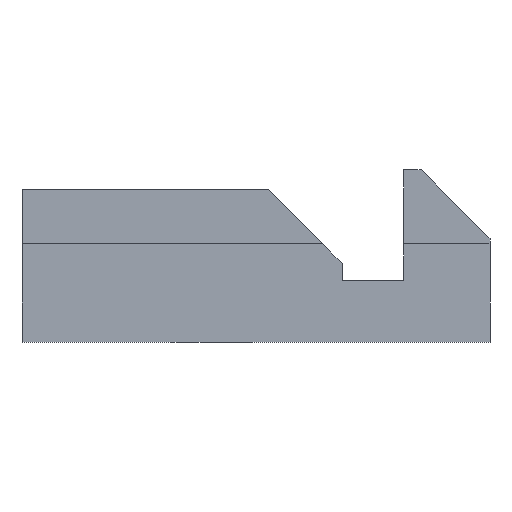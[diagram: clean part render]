
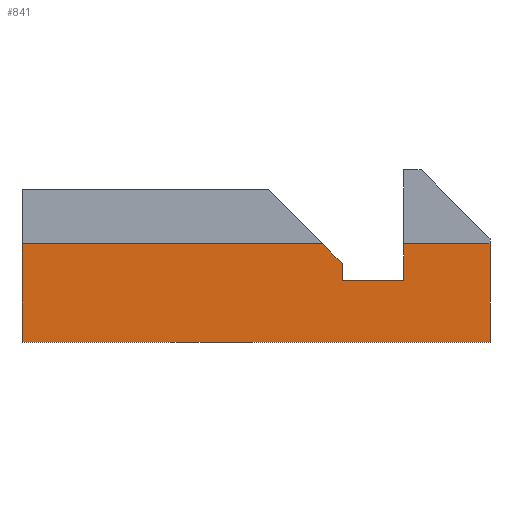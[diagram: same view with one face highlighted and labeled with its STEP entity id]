
A CAD part, front view. The second image highlights one B-rep face of the part: STEP entity #841.
In plain terms, the highlighted planar face has unit normal (0, -1, 0).
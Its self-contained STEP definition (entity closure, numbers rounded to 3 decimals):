
#3 = DIRECTION ( 'NONE',  ( 1., 0., 0. ) ) ;
#8 = CARTESIAN_POINT ( 'NONE',  ( 0., 0., 0. ) ) ;
#14 = CARTESIAN_POINT ( 'NONE',  ( 13., 0., 2.5 ) ) ;
#27 = VECTOR ( 'NONE', #379, 1000. ) ;
#40 = CARTESIAN_POINT ( 'NONE',  ( 19., 0., 0. ) ) ;
#55 = ORIENTED_EDGE ( 'NONE', *, *, #226, .T. ) ;
#57 = VECTOR ( 'NONE', #390, 1000. ) ;
#76 = FACE_OUTER_BOUND ( 'NONE', #870, .T. ) ;
#83 = DIRECTION ( 'NONE',  ( -0.707, 0., 0.707 ) ) ;
#94 = CARTESIAN_POINT ( 'NONE',  ( 19., 0., 4. ) ) ;
#121 = CARTESIAN_POINT ( 'NONE',  ( 15.5, 0., 4. ) ) ;
#141 = CARTESIAN_POINT ( 'NONE',  ( 0., 0., 7. ) ) ;
#219 = LINE ( 'NONE', #676, #474 ) ;
#221 = DIRECTION ( 'NONE',  ( 0., 0., 1. ) ) ;
#226 = EDGE_CURVE ( 'NONE', #374, #700, #830, .T. ) ;
#242 = EDGE_CURVE ( 'NONE', #486, #345, #510, .T. ) ;
#296 = DIRECTION ( 'NONE',  ( 1., 0., 0. ) ) ;
#345 = VERTEX_POINT ( 'NONE', #94 ) ;
#348 = EDGE_CURVE ( 'NONE', #345, #672, #692, .T. ) ;
#352 = VECTOR ( 'NONE', #917, 1000. ) ;
#374 = VERTEX_POINT ( 'NONE', #466 ) ;
#376 = DIRECTION ( 'NONE',  ( 0., 1., 0. ) ) ;
#379 = DIRECTION ( 'NONE',  ( 0., 0., -1. ) ) ;
#390 = DIRECTION ( 'NONE',  ( 1., 0., 0. ) ) ;
#394 = EDGE_CURVE ( 'NONE', #890, #851, #756, .T. ) ;
#397 = CARTESIAN_POINT ( 'NONE',  ( 10., 0., 6.2 ) ) ;
#400 = EDGE_CURVE ( 'NONE', #890, #719, #686, .T. ) ;
#416 = CARTESIAN_POINT ( 'NONE',  ( 13., 0., 2.5 ) ) ;
#417 = CARTESIAN_POINT ( 'NONE',  ( 13., 0., 3.2 ) ) ;
#444 = PLANE ( 'NONE',  #515 ) ;
#455 = DIRECTION ( 'NONE',  ( 1., 0., 0. ) ) ;
#466 = CARTESIAN_POINT ( 'NONE',  ( 0., 0., 4. ) ) ;
#470 = DIRECTION ( 'NONE',  ( 0., 0., -1. ) ) ;
#472 = CARTESIAN_POINT ( 'NONE',  ( 15.5, 0., 2.5 ) ) ;
#474 = VECTOR ( 'NONE', #3, 1000. ) ;
#479 = VECTOR ( 'NONE', #455, 1000. ) ;
#486 = VERTEX_POINT ( 'NONE', #121 ) ;
#488 = VECTOR ( 'NONE', #296, 1000. ) ;
#492 = ORIENTED_EDGE ( 'NONE', *, *, #348, .F. ) ;
#501 = LINE ( 'NONE', #861, #509 ) ;
#509 = VECTOR ( 'NONE', #868, 1000. ) ;
#510 = LINE ( 'NONE', #969, #488 ) ;
#515 = AXIS2_PLACEMENT_3D ( 'NONE', #829, #376, #221 ) ;
#561 = VECTOR ( 'NONE', #470, 1000. ) ;
#566 = ORIENTED_EDGE ( 'NONE', *, *, #590, .F. ) ;
#589 = CARTESIAN_POINT ( 'NONE',  ( 15.5, 0., 2.5 ) ) ;
#590 = EDGE_CURVE ( 'NONE', #374, #851, #219, .T. ) ;
#623 = ORIENTED_EDGE ( 'NONE', *, *, #802, .T. ) ;
#635 = ORIENTED_EDGE ( 'NONE', *, *, #950, .F. ) ;
#636 = ORIENTED_EDGE ( 'NONE', *, *, #771, .F. ) ;
#666 = CARTESIAN_POINT ( 'NONE',  ( 12.2, 0., 4. ) ) ;
#672 = VERTEX_POINT ( 'NONE', #40 ) ;
#673 = LINE ( 'NONE', #589, #57 ) ;
#676 = CARTESIAN_POINT ( 'NONE',  ( -2.838, 0., 4. ) ) ;
#677 = LINE ( 'NONE', #8, #479 ) ;
#686 = LINE ( 'NONE', #14, #352 ) ;
#692 = LINE ( 'NONE', #754, #561 ) ;
#700 = VERTEX_POINT ( 'NONE', #934 ) ;
#719 = VERTEX_POINT ( 'NONE', #416 ) ;
#754 = CARTESIAN_POINT ( 'NONE',  ( 19., 0., 7. ) ) ;
#756 = LINE ( 'NONE', #397, #772 ) ;
#771 = EDGE_CURVE ( 'NONE', #719, #799, #673, .T. ) ;
#772 = VECTOR ( 'NONE', #83, 1000. ) ;
#781 = ORIENTED_EDGE ( 'NONE', *, *, #400, .F. ) ;
#799 = VERTEX_POINT ( 'NONE', #472 ) ;
#802 = EDGE_CURVE ( 'NONE', #700, #672, #677, .T. ) ;
#807 = ORIENTED_EDGE ( 'NONE', *, *, #394, .T. ) ;
#829 = CARTESIAN_POINT ( 'NONE',  ( 0., 0., 7. ) ) ;
#830 = LINE ( 'NONE', #141, #27 ) ;
#841 = ADVANCED_FACE ( 'NONE', ( #76 ), #444, .F. ) ;
#851 = VERTEX_POINT ( 'NONE', #666 ) ;
#861 = CARTESIAN_POINT ( 'NONE',  ( 15.5, 0., 7. ) ) ;
#868 = DIRECTION ( 'NONE',  ( 0., 0., 1. ) ) ;
#870 = EDGE_LOOP ( 'NONE', ( #781, #807, #566, #55, #623, #492, #874, #635, #636 ) ) ;
#874 = ORIENTED_EDGE ( 'NONE', *, *, #242, .F. ) ;
#890 = VERTEX_POINT ( 'NONE', #417 ) ;
#917 = DIRECTION ( 'NONE',  ( 0., 0., -1. ) ) ;
#934 = CARTESIAN_POINT ( 'NONE',  ( 0., 0., 0. ) ) ;
#950 = EDGE_CURVE ( 'NONE', #799, #486, #501, .T. ) ;
#969 = CARTESIAN_POINT ( 'NONE',  ( -2.838, 0., 4. ) ) ;
